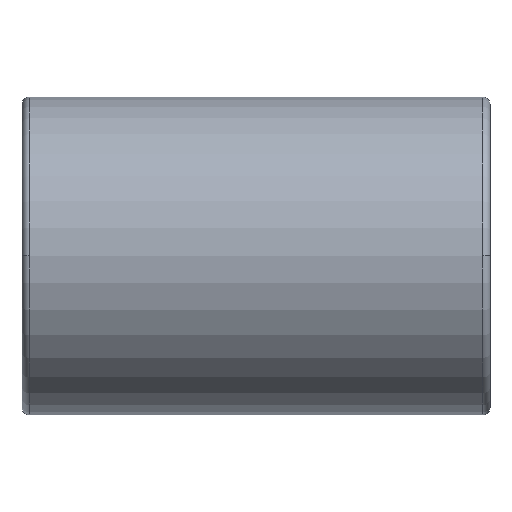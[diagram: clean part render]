
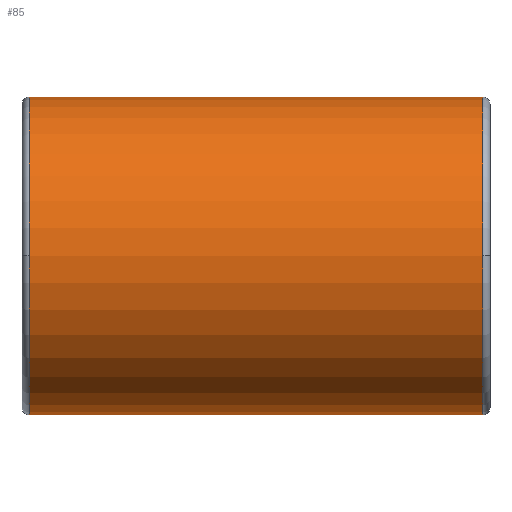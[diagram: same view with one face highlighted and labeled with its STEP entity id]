
A CAD part, top view. The second image highlights one B-rep face of the part: STEP entity #85.
In plain terms, the highlighted cylindrical face has radius 9.5 mm (diameter 19 mm), a partial arc.
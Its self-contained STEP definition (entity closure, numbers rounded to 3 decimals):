
#85 = ADVANCED_FACE( '', ( #111 ), #112, .T. );
#111 = FACE_OUTER_BOUND( '', #141, .T. );
#112 = CYLINDRICAL_SURFACE( '', #142, 9.5 );
#141 = EDGE_LOOP( '', ( #238, #239, #240, #241, #242, #243 ) );
#142 = AXIS2_PLACEMENT_3D( '', #244, #245, #246 );
#238 = ORIENTED_EDGE( '', *, *, #284, .T. );
#239 = ORIENTED_EDGE( '', *, *, #279, .F. );
#240 = ORIENTED_EDGE( '', *, *, #309, .F. );
#241 = ORIENTED_EDGE( '', *, *, #287, .T. );
#242 = ORIENTED_EDGE( '', *, *, #308, .T. );
#243 = ORIENTED_EDGE( '', *, *, #293, .T. );
#244 = CARTESIAN_POINT( '', ( 14., 0., 0. ) );
#245 = DIRECTION( '', ( 1., 0., 0. ) );
#246 = DIRECTION( '', ( 0., 1., 0. ) );
#279 = EDGE_CURVE( '', #324, #327, #328, .T. );
#284 = EDGE_CURVE( '', #336, #327, #337, .T. );
#287 = EDGE_CURVE( '', #342, #340, #343, .T. );
#293 = EDGE_CURVE( '', #346, #336, #353, .T. );
#308 = EDGE_CURVE( '', #340, #346, #376, .T. );
#309 = EDGE_CURVE( '', #342, #324, #377, .T. );
#324 = VERTEX_POINT( '', #392 );
#327 = VERTEX_POINT( '', #395 );
#328 = CIRCLE( '', #396, 9.5 );
#336 = VERTEX_POINT( '', #404 );
#337 = LINE( '', #405, #406 );
#340 = VERTEX_POINT( '', #409 );
#342 = VERTEX_POINT( '', #411 );
#343 = LINE( '', #412, #413 );
#346 = VERTEX_POINT( '', #416 );
#353 = CIRCLE( '', #423, 9.5 );
#376 = CIRCLE( '', #448, 9.5 );
#377 = CIRCLE( '', #449, 9.5 );
#392 = CARTESIAN_POINT( '', ( 0.438, 0., 9.5 ) );
#395 = CARTESIAN_POINT( '', ( 0.438, 9.5, 0. ) );
#396 = AXIS2_PLACEMENT_3D( '', #473, #474, #475 );
#404 = CARTESIAN_POINT( '', ( 27.563, 9.5, 0. ) );
#405 = CARTESIAN_POINT( '', ( 14., 9.5, 0. ) );
#406 = VECTOR( '', #488, 1. );
#409 = CARTESIAN_POINT( '', ( 27.563, -9.5, 0. ) );
#411 = CARTESIAN_POINT( '', ( 0.438, -9.5, 0. ) );
#412 = CARTESIAN_POINT( '', ( 14., -9.5, 0. ) );
#413 = VECTOR( '', #495, 1. );
#416 = CARTESIAN_POINT( '', ( 27.563, 0., 9.5 ) );
#423 = AXIS2_PLACEMENT_3D( '', #511, #512, #513 );
#448 = AXIS2_PLACEMENT_3D( '', #552, #553, #554 );
#449 = AXIS2_PLACEMENT_3D( '', #555, #556, #557 );
#473 = CARTESIAN_POINT( '', ( 0.438, 0., 0. ) );
#474 = DIRECTION( '', ( -1., 0., 0. ) );
#475 = DIRECTION( '', ( 0., 1., 0. ) );
#488 = DIRECTION( '', ( -1., 0., 0. ) );
#495 = DIRECTION( '', ( 1., 0., 0. ) );
#511 = CARTESIAN_POINT( '', ( 27.563, 0., 0. ) );
#512 = DIRECTION( '', ( -1., 0., 0. ) );
#513 = DIRECTION( '', ( 0., 1., 0. ) );
#552 = CARTESIAN_POINT( '', ( 27.563, 0., 0. ) );
#553 = DIRECTION( '', ( -1., 0., 0. ) );
#554 = DIRECTION( '', ( 0., 1., 0. ) );
#555 = CARTESIAN_POINT( '', ( 0.438, 0., 0. ) );
#556 = DIRECTION( '', ( -1., 0., 0. ) );
#557 = DIRECTION( '', ( 0., 1., 0. ) );
